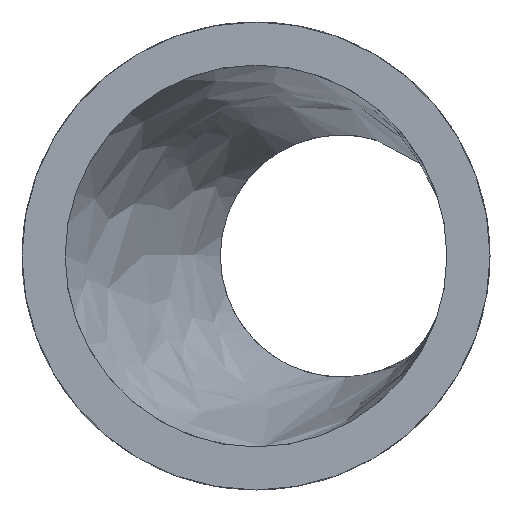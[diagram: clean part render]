
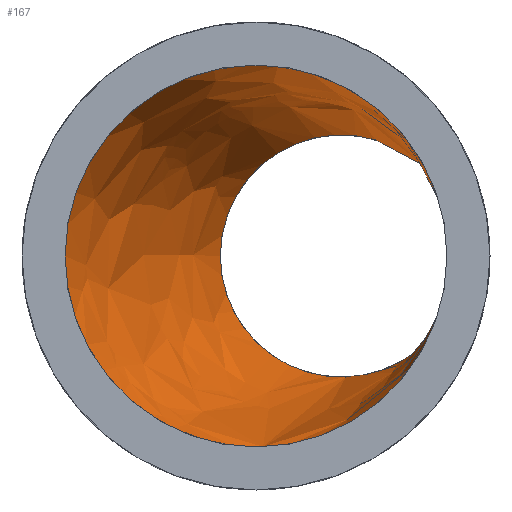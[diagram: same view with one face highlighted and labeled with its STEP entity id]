
A CAD part, left-side view. The second image highlights one B-rep face of the part: STEP entity #167.
In plain terms, the highlighted free-form (B-spline) face has degree [1, 2] with [2, 9] control points.
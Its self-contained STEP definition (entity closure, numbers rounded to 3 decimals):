
#31=CIRCLE('',#195,25.7);
#32=CIRCLE('',#196,25.7);
#33=CIRCLE('',#197,16.3);
#34=CIRCLE('',#198,16.3);
#35=CIRCLE('',#199,16.3);
#36=CIRCLE('',#200,16.3);
#37=CIRCLE('',#201,25.7);
#38=CIRCLE('',#202,25.7);
#43=(
BOUNDED_SURFACE()
B_SPLINE_SURFACE(1,2,((#664,#665,#666,#667,#668,#669,#670,#671,#672),(#673,
#674,#675,#676,#677,#678,#679,#680,#681)),.UNSPECIFIED.,.F.,.T.,.F.)
B_SPLINE_SURFACE_WITH_KNOTS((2,2),(3,2,2,2,3),(-0.213,2.244),
(-3.142,-1.571,0.,1.571,3.142),
 .UNSPECIFIED.)
GEOMETRIC_REPRESENTATION_ITEM()
RATIONAL_B_SPLINE_SURFACE(((1.,0.707,1.,0.707,1.,
0.707,1.,0.707,1.),(1.,0.707,1.,0.707,
1.,0.707,1.,0.707,1.)))
REPRESENTATION_ITEM('')
SURFACE()
);
#47=FACE_OUTER_BOUND('',#57,.T.);
#57=EDGE_LOOP('',(#121,#122,#123,#124,#125,#126,#127,#128,#129,#130));
#73=B_SPLINE_CURVE_WITH_KNOTS('',1,(#688,#689),.UNSPECIFIED.,.F.,.F.,(2,
2),(0.008,2.108),.UNSPECIFIED.);
#79=VERTEX_POINT('',#682);
#80=VERTEX_POINT('',#683);
#81=VERTEX_POINT('',#685);
#82=VERTEX_POINT('',#687);
#83=VERTEX_POINT('',#690);
#84=VERTEX_POINT('',#692);
#85=VERTEX_POINT('',#694);
#86=VERTEX_POINT('',#697);
#97=EDGE_CURVE('',#79,#80,#31,.T.);
#98=EDGE_CURVE('',#80,#81,#32,.T.);
#99=EDGE_CURVE('',#81,#82,#73,.T.);
#100=EDGE_CURVE('',#82,#83,#33,.T.);
#101=EDGE_CURVE('',#83,#84,#34,.T.);
#102=EDGE_CURVE('',#84,#85,#35,.T.);
#103=EDGE_CURVE('',#85,#82,#36,.T.);
#104=EDGE_CURVE('',#81,#86,#37,.T.);
#105=EDGE_CURVE('',#86,#79,#38,.T.);
#121=ORIENTED_EDGE('',*,*,#97,.T.);
#122=ORIENTED_EDGE('',*,*,#98,.T.);
#123=ORIENTED_EDGE('',*,*,#99,.T.);
#124=ORIENTED_EDGE('',*,*,#100,.T.);
#125=ORIENTED_EDGE('',*,*,#101,.T.);
#126=ORIENTED_EDGE('',*,*,#102,.T.);
#127=ORIENTED_EDGE('',*,*,#103,.T.);
#128=ORIENTED_EDGE('',*,*,#99,.F.);
#129=ORIENTED_EDGE('',*,*,#104,.T.);
#130=ORIENTED_EDGE('',*,*,#105,.T.);
#167=ADVANCED_FACE('',(#47),#43,.T.);
#195=AXIS2_PLACEMENT_3D('',#684,#215,#216);
#196=AXIS2_PLACEMENT_3D('',#686,#217,#218);
#197=AXIS2_PLACEMENT_3D('',#691,#219,#220);
#198=AXIS2_PLACEMENT_3D('',#693,#221,#222);
#199=AXIS2_PLACEMENT_3D('',#695,#223,#224);
#200=AXIS2_PLACEMENT_3D('',#696,#225,#226);
#201=AXIS2_PLACEMENT_3D('',#698,#227,#228);
#202=AXIS2_PLACEMENT_3D('',#699,#229,#230);
#215=DIRECTION('center_axis',(-1.,0.,0.));
#216=DIRECTION('ref_axis',(0.,-1.,0.));
#217=DIRECTION('center_axis',(-1.,0.,0.));
#218=DIRECTION('ref_axis',(0.,-1.,0.));
#219=DIRECTION('center_axis',(1.,0.,0.));
#220=DIRECTION('ref_axis',(0.,-1.,0.));
#221=DIRECTION('center_axis',(1.,0.,0.));
#222=DIRECTION('ref_axis',(0.,-1.,0.));
#223=DIRECTION('center_axis',(1.,0.,0.));
#224=DIRECTION('ref_axis',(0.,-1.,0.));
#225=DIRECTION('center_axis',(1.,0.,0.));
#226=DIRECTION('ref_axis',(0.,-1.,0.));
#227=DIRECTION('center_axis',(-1.,0.,0.));
#228=DIRECTION('ref_axis',(0.,-1.,0.));
#229=DIRECTION('center_axis',(-1.,0.,0.));
#230=DIRECTION('ref_axis',(0.,-1.,0.));
#664=CARTESIAN_POINT('Ctrl Pts',(70.536,11.721,-26.67));
#665=CARTESIAN_POINT('Ctrl Pts',(76.,37.2,-26.67));
#666=CARTESIAN_POINT('Ctrl Pts',(76.,37.2,0.));
#667=CARTESIAN_POINT('Ctrl Pts',(76.,37.2,26.67));
#668=CARTESIAN_POINT('Ctrl Pts',(70.536,11.721,26.67));
#669=CARTESIAN_POINT('Ctrl Pts',(65.071,-13.759,26.67));
#670=CARTESIAN_POINT('Ctrl Pts',(65.071,-13.759,0.));
#671=CARTESIAN_POINT('Ctrl Pts',(65.071,-13.759,-26.67));
#672=CARTESIAN_POINT('Ctrl Pts',(70.536,11.721,-26.67));
#673=CARTESIAN_POINT('Ctrl Pts',(131.381,-1.328,-15.678));
#674=CARTESIAN_POINT('Ctrl Pts',(134.593,13.65,-15.678));
#675=CARTESIAN_POINT('Ctrl Pts',(134.593,13.65,0.));
#676=CARTESIAN_POINT('Ctrl Pts',(134.593,13.65,15.678));
#677=CARTESIAN_POINT('Ctrl Pts',(131.381,-1.328,15.678));
#678=CARTESIAN_POINT('Ctrl Pts',(128.169,-16.307,15.678));
#679=CARTESIAN_POINT('Ctrl Pts',(128.169,-16.307,0.));
#680=CARTESIAN_POINT('Ctrl Pts',(128.169,-16.307,-15.678));
#681=CARTESIAN_POINT('Ctrl Pts',(131.381,-1.328,-15.678));
#682=CARTESIAN_POINT('',(76.,-9.507,14.805));
#683=CARTESIAN_POINT('',(76.,37.2,0.));
#684=CARTESIAN_POINT('Origin',(76.,11.5,0.));
#685=CARTESIAN_POINT('',(76.,10.549,-25.682));
#686=CARTESIAN_POINT('Origin',(76.,11.5,0.));
#687=CARTESIAN_POINT('',(128.,-0.603,-16.289));
#688=CARTESIAN_POINT('Ctrl Pts',(76.,10.549,-25.682));
#689=CARTESIAN_POINT('Ctrl Pts',(128.,-0.603,-16.289));
#690=CARTESIAN_POINT('',(128.,16.3,0.));
#691=CARTESIAN_POINT('Origin',(128.,0.,0.));
#692=CARTESIAN_POINT('',(128.,-13.323,9.39));
#693=CARTESIAN_POINT('Origin',(128.,0.,0.));
#694=CARTESIAN_POINT('',(128.,-13.323,-9.39));
#695=CARTESIAN_POINT('Origin',(128.,0.,0.));
#696=CARTESIAN_POINT('Origin',(128.,0.,0.));
#697=CARTESIAN_POINT('',(76.,-9.507,-14.805));
#698=CARTESIAN_POINT('Origin',(76.,11.5,0.));
#699=CARTESIAN_POINT('Origin',(76.,11.5,0.));
